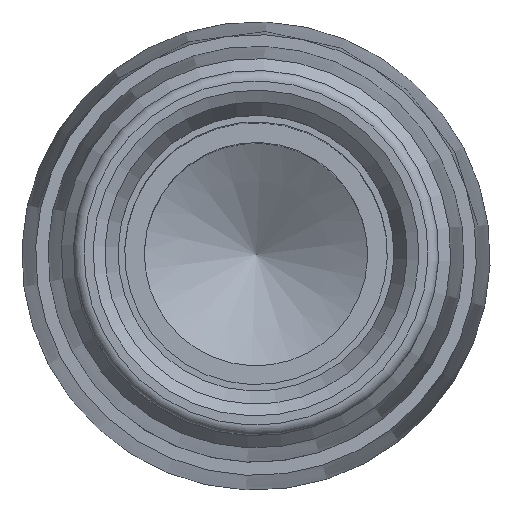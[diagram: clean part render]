
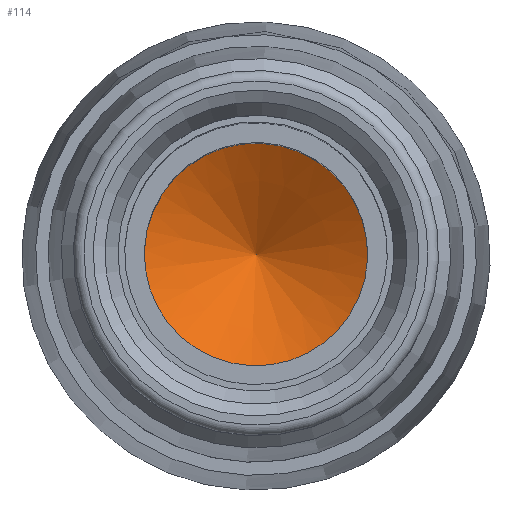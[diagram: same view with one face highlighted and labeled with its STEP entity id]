
A CAD part, top view. The second image highlights one B-rep face of the part: STEP entity #114.
In plain terms, the highlighted conical face has half-angle 60 degrees and reference radius 0 mm.
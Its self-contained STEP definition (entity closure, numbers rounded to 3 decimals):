
#79=VERTEX_LOOP('',#367);
#96=CONICAL_SURFACE('',#486,0.,60.);
#114=ADVANCED_FACE('',(#165,#166),#96,.F.);
#165=FACE_BOUND('',#236,.T.);
#166=FACE_BOUND('',#79,.T.);
#236=EDGE_LOOP('',(#306));
#306=ORIENTED_EDGE('',*,*,#402,.F.);
#366=VERTEX_POINT('',#707);
#367=VERTEX_POINT('',#708);
#402=EDGE_CURVE('',#366,#366,#437,.T.);
#437=CIRCLE('',#485,4.25);
#485=AXIS2_PLACEMENT_3D('',#706,#574,#575);
#486=AXIS2_PLACEMENT_3D('',#709,#576,#577);
#574=DIRECTION('',(0.,0.,-1.));
#575=DIRECTION('',(0.381,0.924,0.));
#576=DIRECTION('',(0.,0.,1.));
#577=DIRECTION('',(-0.381,-0.924,0.));
#706=CARTESIAN_POINT('',(0.,0.,24.454));
#707=CARTESIAN_POINT('',(1.621,3.929,24.454));
#708=CARTESIAN_POINT('',(0.,0.,22.));
#709=CARTESIAN_POINT('',(0.,0.,22.));
